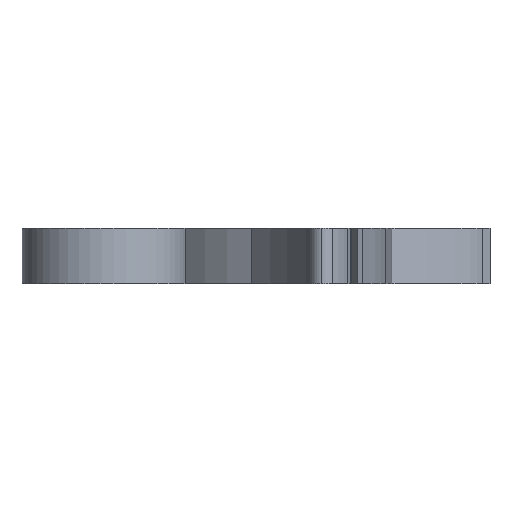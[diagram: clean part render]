
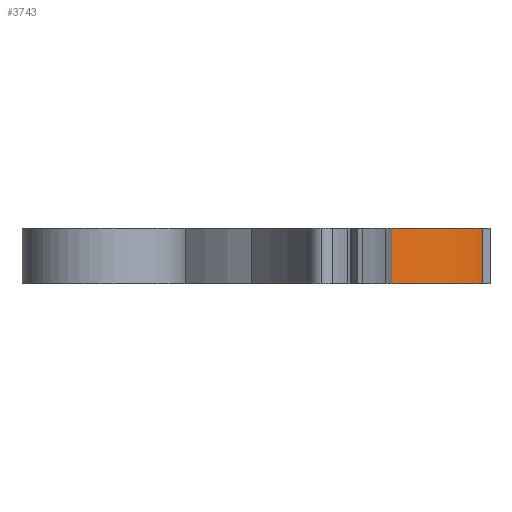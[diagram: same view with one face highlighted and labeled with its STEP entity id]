
A CAD part, left-side view. The second image highlights one B-rep face of the part: STEP entity #3743.
In plain terms, the highlighted free-form (B-spline) face has degree [3, 1] with [4, 2] control points.
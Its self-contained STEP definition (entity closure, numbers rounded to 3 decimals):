
#80 = B_SPLINE_SURFACE_WITH_KNOTS('',1,1,(
    (#81,#82)
    ,(#83,#84)),.UNSPECIFIED.,.F.,.F.,.F.,(2,2),(2,2),(-123.109,
    100.615),(-57.474,53.932),
  .PIECEWISE_BEZIER_KNOTS.);
#81 = CARTESIAN_POINT('',(4.299,-49.956,4.));
#82 = CARTESIAN_POINT('',(4.299,-25.391,4.));
#83 = CARTESIAN_POINT('',(53.63,-49.956,4.));
#84 = CARTESIAN_POINT('',(53.63,-25.391,4.));
#139 = B_SPLINE_SURFACE_WITH_KNOTS('',1,1,(
    (#140,#141)
    ,(#142,#143
    )),.UNSPECIFIED.,.F.,.F.,.F.,(2,2),(2,2),(-123.109,
    100.615),(-57.474,53.932),
  .PIECEWISE_BEZIER_KNOTS.);
#140 = CARTESIAN_POINT('',(4.299,-49.956,0.));
#141 = CARTESIAN_POINT('',(4.299,-25.391,0.));
#142 = CARTESIAN_POINT('',(53.63,-49.956,0.));
#143 = CARTESIAN_POINT('',(53.63,-25.391,0.));
#1178 = VERTEX_POINT('',#1179);
#1179 = CARTESIAN_POINT('',(18.552,-42.842,4.));
#1195 = B_SPLINE_SURFACE_WITH_KNOTS('',3,1,(
    (#1196,#1197)
    ,(#1198,#1199)
    ,(#1200,#1201)
    ,(#1202,#1203
    )),.UNSPECIFIED.,.F.,.F.,.F.,(4,4),(2,2),(0.,1.),(-8.,0.),
  .PIECEWISE_BEZIER_KNOTS.);
#1196 = CARTESIAN_POINT('',(13.095,-42.387,4.));
#1197 = CARTESIAN_POINT('',(13.095,-42.387,0.));
#1198 = CARTESIAN_POINT('',(14.891,-42.728,4.));
#1199 = CARTESIAN_POINT('',(14.891,-42.728,0.));
#1200 = CARTESIAN_POINT('',(16.724,-42.863,4.));
#1201 = CARTESIAN_POINT('',(16.724,-42.863,0.));
#1202 = CARTESIAN_POINT('',(18.552,-42.842,4.));
#1203 = CARTESIAN_POINT('',(18.552,-42.842,0.));
#1211 = EDGE_CURVE('',#1178,#1212,#1214,.T.);
#1212 = VERTEX_POINT('',#1213);
#1213 = CARTESIAN_POINT('',(22.843,-49.438,4.));
#1214 = SURFACE_CURVE('',#1215,(#1220,#1228),.PCURVE_S1.);
#1215 = B_SPLINE_CURVE_WITH_KNOTS('',3,(#1216,#1217,#1218,#1219),
  .UNSPECIFIED.,.F.,.F.,(4,4),(0.,1.),.PIECEWISE_BEZIER_KNOTS.);
#1216 = CARTESIAN_POINT('',(18.552,-42.842,4.));
#1217 = CARTESIAN_POINT('',(19.269,-45.191,4.));
#1218 = CARTESIAN_POINT('',(20.833,-48.018,4.));
#1219 = CARTESIAN_POINT('',(22.843,-49.438,4.));
#1220 = PCURVE('',#80,#1221);
#1221 = DEFINITIONAL_REPRESENTATION('',(#1222),#1227);
#1222 = B_SPLINE_CURVE_WITH_KNOTS('',3,(#1223,#1224,#1225,#1226),
  .UNSPECIFIED.,.F.,.F.,(4,4),(0.,1.),.PIECEWISE_BEZIER_KNOTS.);
#1223 = CARTESIAN_POINT('',(-58.469,-25.208));
#1224 = CARTESIAN_POINT('',(-55.216,-35.861));
#1225 = CARTESIAN_POINT('',(-48.124,-48.686));
#1226 = CARTESIAN_POINT('',(-39.009,-55.123));
#1227 = ( GEOMETRIC_REPRESENTATION_CONTEXT(2) 
PARAMETRIC_REPRESENTATION_CONTEXT() REPRESENTATION_CONTEXT('2D SPACE',''
  ) );
#1228 = PCURVE('',#1229,#1238);
#1229 = B_SPLINE_SURFACE_WITH_KNOTS('',3,1,(
    (#1230,#1231)
    ,(#1232,#1233)
    ,(#1234,#1235)
    ,(#1236,#1237
    )),.UNSPECIFIED.,.F.,.F.,.F.,(4,4),(2,2),(0.,1.),(-8.,0.),
  .PIECEWISE_BEZIER_KNOTS.);
#1230 = CARTESIAN_POINT('',(18.552,-42.842,4.));
#1231 = CARTESIAN_POINT('',(18.552,-42.842,0.));
#1232 = CARTESIAN_POINT('',(19.269,-45.191,4.));
#1233 = CARTESIAN_POINT('',(19.269,-45.191,0.));
#1234 = CARTESIAN_POINT('',(20.833,-48.018,4.));
#1235 = CARTESIAN_POINT('',(20.833,-48.018,0.));
#1236 = CARTESIAN_POINT('',(22.843,-49.438,4.));
#1237 = CARTESIAN_POINT('',(22.843,-49.438,0.));
#1238 = DEFINITIONAL_REPRESENTATION('',(#1239),#1243);
#1239 = B_SPLINE_CURVE_WITH_KNOTS('',2,(#1240,#1241,#1242),
  .UNSPECIFIED.,.F.,.F.,(3,3),(0.,1.),.PIECEWISE_BEZIER_KNOTS.);
#1240 = CARTESIAN_POINT('',(0.,-8.));
#1241 = CARTESIAN_POINT('',(0.5,-8.));
#1242 = CARTESIAN_POINT('',(1.,-8.));
#1243 = ( GEOMETRIC_REPRESENTATION_CONTEXT(2) 
PARAMETRIC_REPRESENTATION_CONTEXT() REPRESENTATION_CONTEXT('2D SPACE',''
  ) );
#1260 = B_SPLINE_SURFACE_WITH_KNOTS('',1,1,(
    (#1261,#1262)
    ,(#1263,#1264
    )),.UNSPECIFIED.,.F.,.F.,.F.,(2,2),(2,2),(0.,14.422),(-8.,
    0.),.PIECEWISE_BEZIER_KNOTS.);
#1261 = CARTESIAN_POINT('',(22.843,-49.438,4.));
#1262 = CARTESIAN_POINT('',(22.843,-49.438,0.));
#1263 = CARTESIAN_POINT('',(23.576,-49.956,4.));
#1264 = CARTESIAN_POINT('',(23.576,-49.956,0.));
#2650 = VERTEX_POINT('',#2651);
#2651 = CARTESIAN_POINT('',(18.552,-42.842,0.));
#2674 = EDGE_CURVE('',#2650,#2675,#2677,.T.);
#2675 = VERTEX_POINT('',#2676);
#2676 = CARTESIAN_POINT('',(22.843,-49.438,0.));
#2677 = SURFACE_CURVE('',#2678,(#2683,#2691),.PCURVE_S1.);
#2678 = B_SPLINE_CURVE_WITH_KNOTS('',3,(#2679,#2680,#2681,#2682),
  .UNSPECIFIED.,.F.,.F.,(4,4),(0.,1.),.PIECEWISE_BEZIER_KNOTS.);
#2679 = CARTESIAN_POINT('',(18.552,-42.842,0.));
#2680 = CARTESIAN_POINT('',(19.269,-45.191,0.));
#2681 = CARTESIAN_POINT('',(20.833,-48.018,0.));
#2682 = CARTESIAN_POINT('',(22.843,-49.438,0.));
#2683 = PCURVE('',#139,#2684);
#2684 = DEFINITIONAL_REPRESENTATION('',(#2685),#2690);
#2685 = B_SPLINE_CURVE_WITH_KNOTS('',3,(#2686,#2687,#2688,#2689),
  .UNSPECIFIED.,.F.,.F.,(4,4),(0.,1.),.PIECEWISE_BEZIER_KNOTS.);
#2686 = CARTESIAN_POINT('',(-58.469,-25.208));
#2687 = CARTESIAN_POINT('',(-55.216,-35.861));
#2688 = CARTESIAN_POINT('',(-48.124,-48.686));
#2689 = CARTESIAN_POINT('',(-39.009,-55.123));
#2690 = ( GEOMETRIC_REPRESENTATION_CONTEXT(2) 
PARAMETRIC_REPRESENTATION_CONTEXT() REPRESENTATION_CONTEXT('2D SPACE',''
  ) );
#2691 = PCURVE('',#1229,#2692);
#2692 = DEFINITIONAL_REPRESENTATION('',(#2693),#2697);
#2693 = B_SPLINE_CURVE_WITH_KNOTS('',2,(#2694,#2695,#2696),
  .UNSPECIFIED.,.F.,.F.,(3,3),(0.,1.),.PIECEWISE_BEZIER_KNOTS.);
#2694 = CARTESIAN_POINT('',(0.,0.));
#2695 = CARTESIAN_POINT('',(0.5,0.));
#2696 = CARTESIAN_POINT('',(1.,0.));
#2697 = ( GEOMETRIC_REPRESENTATION_CONTEXT(2) 
PARAMETRIC_REPRESENTATION_CONTEXT() REPRESENTATION_CONTEXT('2D SPACE',''
  ) );
#3721 = EDGE_CURVE('',#2675,#1212,#3722,.T.);
#3722 = SURFACE_CURVE('',#3723,(#3726,#3733),.PCURVE_S1.);
#3723 = B_SPLINE_CURVE_WITH_KNOTS('',1,(#3724,#3725),.UNSPECIFIED.,.F.,
  .F.,(2,2),(0.,8.),.PIECEWISE_BEZIER_KNOTS.);
#3724 = CARTESIAN_POINT('',(22.843,-49.438,0.));
#3725 = CARTESIAN_POINT('',(22.843,-49.438,4.));
#3726 = PCURVE('',#1260,#3727);
#3727 = DEFINITIONAL_REPRESENTATION('',(#3728),#3732);
#3728 = B_SPLINE_CURVE_WITH_KNOTS('',2,(#3729,#3730,#3731),
  .UNSPECIFIED.,.F.,.F.,(3,3),(0.,8.),.PIECEWISE_BEZIER_KNOTS.);
#3729 = CARTESIAN_POINT('',(0.,0.));
#3730 = CARTESIAN_POINT('',(0.,-4.));
#3731 = CARTESIAN_POINT('',(0.,-8.));
#3732 = ( GEOMETRIC_REPRESENTATION_CONTEXT(2) 
PARAMETRIC_REPRESENTATION_CONTEXT() REPRESENTATION_CONTEXT('2D SPACE',''
  ) );
#3733 = PCURVE('',#1229,#3734);
#3734 = DEFINITIONAL_REPRESENTATION('',(#3735),#3739);
#3735 = B_SPLINE_CURVE_WITH_KNOTS('',2,(#3736,#3737,#3738),
  .UNSPECIFIED.,.F.,.F.,(3,3),(0.,8.),.PIECEWISE_BEZIER_KNOTS.);
#3736 = CARTESIAN_POINT('',(1.,0.));
#3737 = CARTESIAN_POINT('',(1.,-4.));
#3738 = CARTESIAN_POINT('',(1.,-8.));
#3739 = ( GEOMETRIC_REPRESENTATION_CONTEXT(2) 
PARAMETRIC_REPRESENTATION_CONTEXT() REPRESENTATION_CONTEXT('2D SPACE',''
  ) );
#3743 = ADVANCED_FACE('',(#3744),#1229,.F.);
#3744 = FACE_BOUND('',#3745,.F.);
#3745 = EDGE_LOOP('',(#3746,#3766,#3767,#3768));
#3746 = ORIENTED_EDGE('',*,*,#3747,.T.);
#3747 = EDGE_CURVE('',#2650,#1178,#3748,.T.);
#3748 = SURFACE_CURVE('',#3749,(#3752,#3759),.PCURVE_S1.);
#3749 = B_SPLINE_CURVE_WITH_KNOTS('',1,(#3750,#3751),.UNSPECIFIED.,.F.,
  .F.,(2,2),(0.,8.),.PIECEWISE_BEZIER_KNOTS.);
#3750 = CARTESIAN_POINT('',(18.552,-42.842,0.));
#3751 = CARTESIAN_POINT('',(18.552,-42.842,4.));
#3752 = PCURVE('',#1229,#3753);
#3753 = DEFINITIONAL_REPRESENTATION('',(#3754),#3758);
#3754 = B_SPLINE_CURVE_WITH_KNOTS('',2,(#3755,#3756,#3757),
  .UNSPECIFIED.,.F.,.F.,(3,3),(0.,8.),.PIECEWISE_BEZIER_KNOTS.);
#3755 = CARTESIAN_POINT('',(0.,0.));
#3756 = CARTESIAN_POINT('',(0.,-4.));
#3757 = CARTESIAN_POINT('',(0.,-8.));
#3758 = ( GEOMETRIC_REPRESENTATION_CONTEXT(2) 
PARAMETRIC_REPRESENTATION_CONTEXT() REPRESENTATION_CONTEXT('2D SPACE',''
  ) );
#3759 = PCURVE('',#1195,#3760);
#3760 = DEFINITIONAL_REPRESENTATION('',(#3761),#3765);
#3761 = B_SPLINE_CURVE_WITH_KNOTS('',2,(#3762,#3763,#3764),
  .UNSPECIFIED.,.F.,.F.,(3,3),(0.,8.),.PIECEWISE_BEZIER_KNOTS.);
#3762 = CARTESIAN_POINT('',(1.,0.));
#3763 = CARTESIAN_POINT('',(1.,-4.));
#3764 = CARTESIAN_POINT('',(1.,-8.));
#3765 = ( GEOMETRIC_REPRESENTATION_CONTEXT(2) 
PARAMETRIC_REPRESENTATION_CONTEXT() REPRESENTATION_CONTEXT('2D SPACE',''
  ) );
#3766 = ORIENTED_EDGE('',*,*,#1211,.T.);
#3767 = ORIENTED_EDGE('',*,*,#3721,.F.);
#3768 = ORIENTED_EDGE('',*,*,#2674,.F.);
